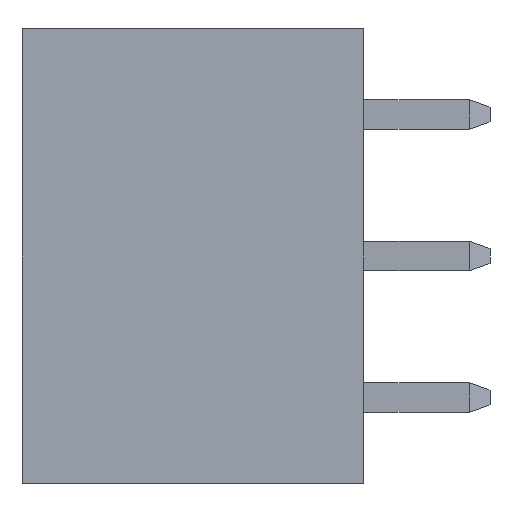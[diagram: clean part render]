
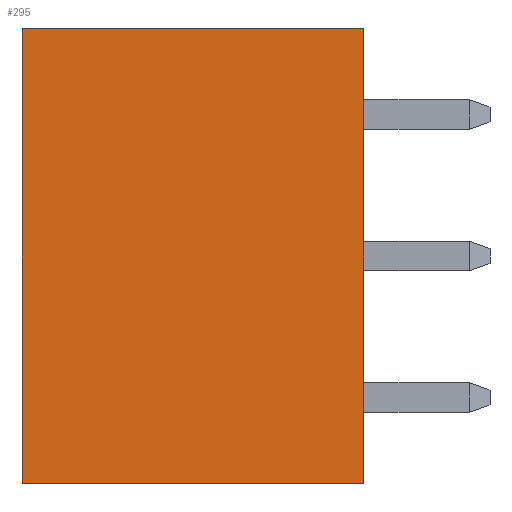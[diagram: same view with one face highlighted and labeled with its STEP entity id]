
A CAD part, front view. The second image highlights one B-rep face of the part: STEP entity #295.
In plain terms, the highlighted planar face has unit normal (0, -1, 0).
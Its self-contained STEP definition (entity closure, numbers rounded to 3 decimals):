
#295 = ADVANCED_FACE( '', ( #665 ), #666, .F. );
#665 = FACE_OUTER_BOUND( '', #1101, .T. );
#666 = PLANE( '', #1102 );
#1101 = EDGE_LOOP( '', ( #1938, #1939, #1940, #1941 ) );
#1102 = AXIS2_PLACEMENT_3D( '', #1942, #1943, #1944 );
#1938 = ORIENTED_EDGE( '', *, *, #2607, .T. );
#1939 = ORIENTED_EDGE( '', *, *, #2746, .T. );
#1940 = ORIENTED_EDGE( '', *, *, #2851, .F. );
#1941 = ORIENTED_EDGE( '', *, *, #2852, .F. );
#1942 = CARTESIAN_POINT( '', ( -252.427, 3.86, 46.533 ) );
#1943 = DIRECTION( '', ( 0., 1., 0. ) );
#1944 = DIRECTION( '', ( 1., 0., 0. ) );
#2607 = EDGE_CURVE( '', #3145, #3143, #3146, .T. );
#2746 = EDGE_CURVE( '', #3143, #3366, #3369, .T. );
#2851 = EDGE_CURVE( '', #3511, #3366, #3512, .T. );
#2852 = EDGE_CURVE( '', #3145, #3511, #3513, .T. );
#3143 = VERTEX_POINT( '', #3891 );
#3145 = VERTEX_POINT( '', #3894 );
#3146 = LINE( '', #3895, #3896 );
#3366 = VERTEX_POINT( '', #4219 );
#3369 = LINE( '', #4223, #4224 );
#3511 = VERTEX_POINT( '', #4435 );
#3512 = LINE( '', #4436, #4437 );
#3513 = LINE( '', #4438, #4439 );
#3891 = CARTESIAN_POINT( '', ( -261.627, 3.86, 30.958 ) );
#3894 = CARTESIAN_POINT( '', ( -261.627, 3.86, 43.188 ) );
#3895 = CARTESIAN_POINT( '', ( -261.627, 3.86, 46.533 ) );
#3896 = VECTOR( '', #4743, 1000. );
#4219 = CARTESIAN_POINT( '', ( -252.427, 3.86, 30.958 ) );
#4223 = CARTESIAN_POINT( '', ( -252.427, 3.86, 30.958 ) );
#4224 = VECTOR( '', #4866, 1000. );
#4435 = CARTESIAN_POINT( '', ( -252.427, 3.86, 43.188 ) );
#4436 = CARTESIAN_POINT( '', ( -252.427, 3.86, 43.033 ) );
#4437 = VECTOR( '', #4951, 1000. );
#4438 = CARTESIAN_POINT( '', ( -252.427, 3.86, 43.188 ) );
#4439 = VECTOR( '', #4952, 1000. );
#4743 = DIRECTION( '', ( 0., 0., -1. ) );
#4866 = DIRECTION( '', ( 1., 0., 0. ) );
#4951 = DIRECTION( '', ( 0., 0., -1. ) );
#4952 = DIRECTION( '', ( 1., 0., 0. ) );
